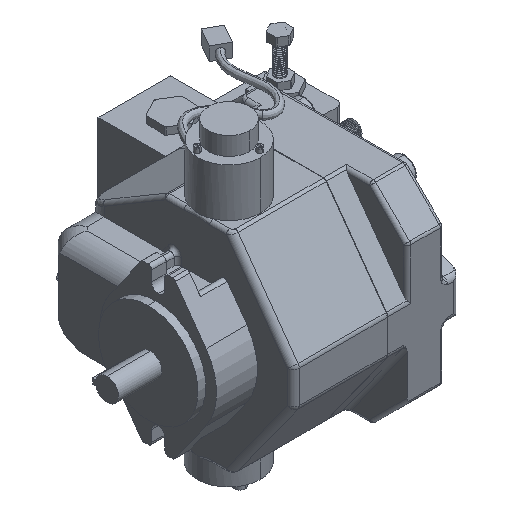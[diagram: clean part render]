
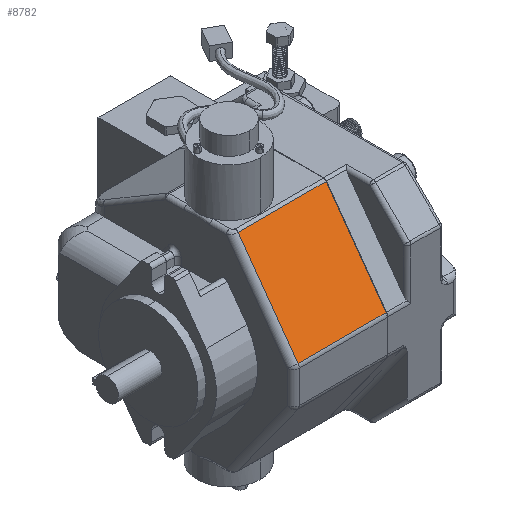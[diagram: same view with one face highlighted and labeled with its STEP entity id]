
A CAD part, isometric view. The second image highlights one B-rep face of the part: STEP entity #8782.
In plain terms, the highlighted face is planar.
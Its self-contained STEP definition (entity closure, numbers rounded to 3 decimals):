
#232 = EDGE_CURVE ( 'NONE', #22669, #26086, #24144, .T. ) ;
#1362 = VECTOR ( 'NONE', #22804, 1000. ) ;
#3829 = EDGE_CURVE ( 'NONE', #26086, #16682, #13865, .T. ) ;
#5225 = DIRECTION ( 'NONE',  ( 0., 0.583, 0.813 ) ) ;
#8088 = ORIENTED_EDGE ( 'NONE', *, *, #3829, .T. ) ;
#8782 = ADVANCED_FACE ( 'NONE', ( #13120 ), #21530, .T. ) ;
#10118 = DIRECTION ( 'NONE',  ( -1., 0., 0. ) ) ;
#12852 = CARTESIAN_POINT ( 'NONE',  ( 26., 88.463, 123.351 ) ) ;
#13120 = FACE_OUTER_BOUND ( 'NONE', #14234, .T. ) ;
#13865 = LINE ( 'NONE', #19666, #27694 ) ;
#14083 = ORIENTED_EDGE ( 'NONE', *, *, #34215, .T. ) ;
#14234 = EDGE_LOOP ( 'NONE', ( #14083, #27299, #20929, #8088 ) ) ;
#14714 = LINE ( 'NONE', #22441, #1362 ) ;
#15185 = CARTESIAN_POINT ( 'NONE',  ( 26., 85.748, 125.298 ) ) ;
#16682 = VERTEX_POINT ( 'NONE', #19402 ) ;
#16833 = AXIS2_PLACEMENT_3D ( 'NONE', #18560, #5225, #18223 ) ;
#17369 = CARTESIAN_POINT ( 'NONE',  ( 26., 16.356, 175.063 ) ) ;
#18124 = DIRECTION ( 'NONE',  ( 0., 0.813, -0.583 ) ) ;
#18223 = DIRECTION ( 'NONE',  ( 0., -0.813, 0.583 ) ) ;
#18560 = CARTESIAN_POINT ( 'NONE',  ( 42.6, 88.463, 123.351 ) ) ;
#19402 = CARTESIAN_POINT ( 'NONE',  ( -47., 16.356, 175.063 ) ) ;
#19499 = EDGE_CURVE ( 'NONE', #31169, #22669, #28495, .T. ) ;
#19666 = CARTESIAN_POINT ( 'NONE',  ( -47., 88.463, 123.351 ) ) ;
#20381 = VECTOR ( 'NONE', #18124, 1000. ) ;
#20929 = ORIENTED_EDGE ( 'NONE', *, *, #232, .T. ) ;
#21530 = PLANE ( 'NONE',  #16833 ) ;
#21897 = VECTOR ( 'NONE', #10118, 1000. ) ;
#22441 = CARTESIAN_POINT ( 'NONE',  ( 42.6, 16.356, 175.063 ) ) ;
#22669 = VERTEX_POINT ( 'NONE', #15185 ) ;
#22804 = DIRECTION ( 'NONE',  ( 1., 0., 0. ) ) ;
#24144 = LINE ( 'NONE', #31552, #21897 ) ;
#26086 = VERTEX_POINT ( 'NONE', #27719 ) ;
#27299 = ORIENTED_EDGE ( 'NONE', *, *, #19499, .T. ) ;
#27694 = VECTOR ( 'NONE', #32827, 1000. ) ;
#27719 = CARTESIAN_POINT ( 'NONE',  ( -47., 85.748, 125.298 ) ) ;
#28495 = LINE ( 'NONE', #12852, #20381 ) ;
#31169 = VERTEX_POINT ( 'NONE', #17369 ) ;
#31552 = CARTESIAN_POINT ( 'NONE',  ( -47., 85.748, 125.298 ) ) ;
#32827 = DIRECTION ( 'NONE',  ( 0., -0.813, 0.583 ) ) ;
#34215 = EDGE_CURVE ( 'NONE', #16682, #31169, #14714, .T. ) ;
